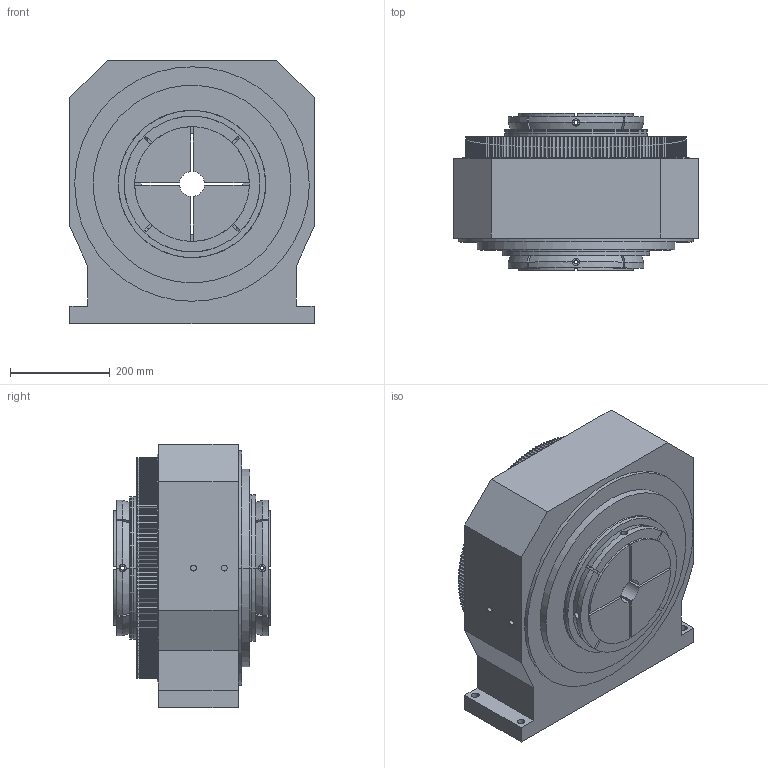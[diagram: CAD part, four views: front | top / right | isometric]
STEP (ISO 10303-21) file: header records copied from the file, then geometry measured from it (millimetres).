
FILE_DESCRIPTION (( 'STEP AP214' ), '1' );
FILE_NAME ('DRC-200 双向主轴夹头座子.STEP', '2024-08-03T00:55:26', ( '微软用户' ), ( '微软中国' ), 'SwSTEP 2.0', 'SolidWorks 2023', '' );
FILE_SCHEMA (( 'AUTOMOTIVE_DESIGN' ));
Length unit declared in the file: millimetre
Products named in the file (3): DRC-200  双向主轴夹头座子; DR24073110  DRC-200  双向主轴夹头座子.STEP; DR-200  双向主轴夹座 标准副爪款.STEP
Assembly tree (2 placements, depth 3):
  DRC-200  双向主轴夹头座子
    DR24073110  DRC-200  双向主轴夹头座子.STEP
      DR-200  双向主轴夹座 标准副爪款.STEP
Bounding box: 490 x 314.81 x 528 mm (x, y, z)
Volume: 44117797.6 mm3; surface area: 1949928 mm2
Topology: 12 solids, 12 shells, 1307 faces, 3752 edges, 2484 vertices
Faces by surface type: cylinder 923, plane 194, bspline 190
Entity records: 43846 total; most frequent: CARTESIAN_POINT 18913, ORIENTED_EDGE 7504, EDGE_CURVE 3752, VERTEX_POINT 2484, DIRECTION 2424, B_SPLINE_CURVE_WITH_KNOTS 1776, EDGE_LOOP 1354, FACE_OUTER_BOUND 1307
